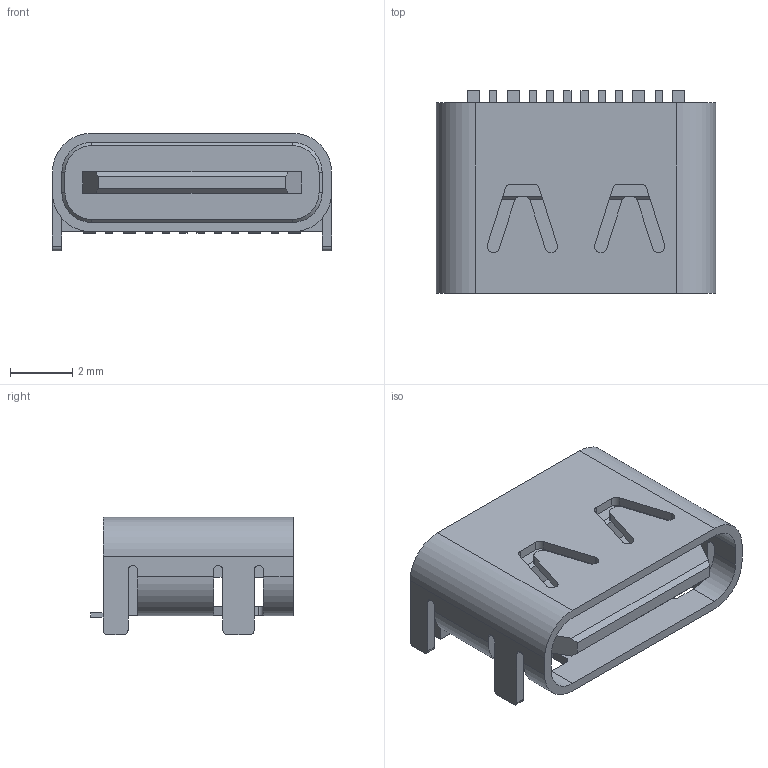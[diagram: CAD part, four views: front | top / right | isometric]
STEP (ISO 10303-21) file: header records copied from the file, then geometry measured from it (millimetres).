
FILE_DESCRIPTION(/* description */ (''),/* implementation_level */ '2;1');
FILE_NAME(/* name */ 'CON_TYPE-C-31-M-23.step',/* time_stamp */ '2024-07-08T19:51:39+02:00',/* author */ (''),/* organization */ (''),/* preprocessor_version */ 'ST-DEVELOPER v20',/* originating_system */ 'Autodesk Translation Framework v13.14.0.145',/* authorisation */ '');
FILE_SCHEMA (('AUTOMOTIVE_DESIGN { 1 0 10303 214 3 1 1 }'));
Length unit declared in the file: millimetre
Products named in the file (4): CON_TYPE-C-31-M-23; akqV-USB1; USB-C-SMD_TYPE-C-31-M-23; COMPOUND
Assembly tree (3 placements, depth 4):
  CON_TYPE-C-31-M-23
    akqV-USB1
      USB-C-SMD_TYPE-C-31-M-23
        COMPOUND
Bounding box: 8.94 x 6.5 x 3.77 mm (x, y, z)
Volume: 114 mm3; surface area: 409.8 mm2
Topology: 2 solids, 2 shells, 204 faces, 604 edges, 400 vertices
Faces by surface type: plane 132, cylinder 68, cone 4
Entity records: 7038 total; most frequent: CARTESIAN_POINT 1215, ORIENTED_EDGE 1208, DIRECTION 1166, EDGE_CURVE 604, LINE 464, VECTOR 464, VERTEX_POINT 400, AXIS2_PLACEMENT_3D 351
